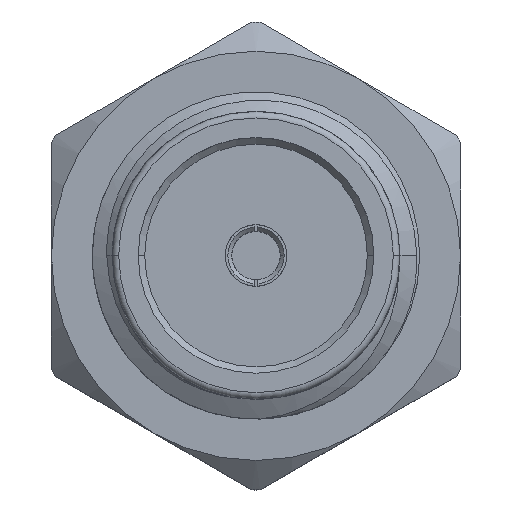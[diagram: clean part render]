
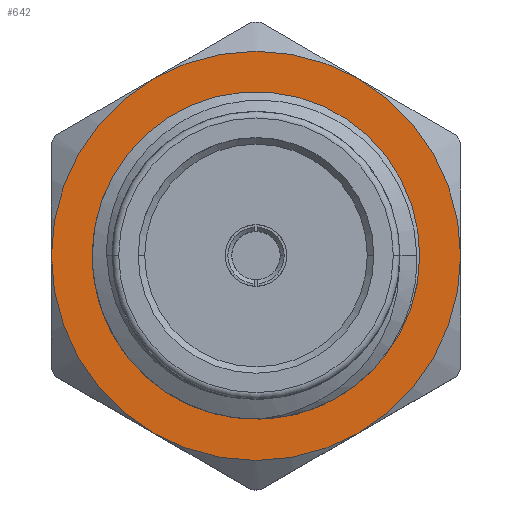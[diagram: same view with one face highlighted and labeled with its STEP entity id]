
A CAD part, top view. The second image highlights one B-rep face of the part: STEP entity #642.
In plain terms, the highlighted planar face has unit normal (0, 0, 1).
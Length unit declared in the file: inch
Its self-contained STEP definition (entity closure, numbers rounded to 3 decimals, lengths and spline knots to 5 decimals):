
#280 = CARTESIAN_POINT ( 'NONE',  ( 0., 0., 0.04724 ) ) ;
#297 = AXIS2_PLACEMENT_3D ( 'NONE', #2340, #4033, #6895 ) ;
#412 = EDGE_LOOP ( 'NONE', ( #4563, #4883 ) ) ;
#456 = CIRCLE ( 'NONE', #7059, 0.15625 ) ;
#489 = VERTEX_POINT ( 'NONE', #1224 ) ;
#537 = ORIENTED_EDGE ( 'NONE', *, *, #4851, .T. ) ;
#642 = ADVANCED_FACE ( 'NONE', ( #6520, #6976 ), #6415, .T. ) ;
#661 = ORIENTED_EDGE ( 'NONE', *, *, #2075, .T. ) ;
#710 = CARTESIAN_POINT ( 'NONE',  ( 0., 0., 0.04724 ) ) ;
#1026 = EDGE_CURVE ( 'NONE', #1598, #3157, #456, .T. ) ;
#1052 = AXIS2_PLACEMENT_3D ( 'NONE', #1830, #5994, #6483 ) ;
#1121 = AXIS2_PLACEMENT_3D ( 'NONE', #710, #3532, #1853 ) ;
#1145 = DIRECTION ( 'NONE',  ( 0., 0., 1. ) ) ;
#1224 = CARTESIAN_POINT ( 'NONE',  ( -0.15625, 0., 0.04724 ) ) ;
#1393 = DIRECTION ( 'NONE',  ( 1., 0., 0. ) ) ;
#1416 = DIRECTION ( 'NONE',  ( 1., 0., 0. ) ) ;
#1575 = DIRECTION ( 'NONE',  ( 0., 0., 1. ) ) ;
#1598 = VERTEX_POINT ( 'NONE', #1797 ) ;
#1771 = CIRCLE ( 'NONE', #5357, 0.15625 ) ;
#1797 = CARTESIAN_POINT ( 'NONE',  ( -0.07813, -0.13532, 0.04724 ) ) ;
#1830 = CARTESIAN_POINT ( 'NONE',  ( 0., 0., 0.04724 ) ) ;
#1834 = DIRECTION ( 'NONE',  ( 1., 0., 0. ) ) ;
#1853 = DIRECTION ( 'NONE',  ( 1., 0., 0. ) ) ;
#1860 = CARTESIAN_POINT ( 'NONE',  ( 0.10989, 0., 0.04724 ) ) ;
#1945 = CARTESIAN_POINT ( 'NONE',  ( 0., 0., 0.04724 ) ) ;
#2018 = DIRECTION ( 'NONE',  ( 0., 0., -1. ) ) ;
#2075 = EDGE_CURVE ( 'NONE', #3157, #6253, #5629, .T. ) ;
#2093 = DIRECTION ( 'NONE',  ( 1., 0., 0. ) ) ;
#2340 = CARTESIAN_POINT ( 'NONE',  ( 0., 0., 0.04724 ) ) ;
#2460 = CARTESIAN_POINT ( 'NONE',  ( 0.07813, 0.13532, 0.04724 ) ) ;
#2507 = EDGE_CURVE ( 'NONE', #2604, #489, #6240, .T. ) ;
#2604 = VERTEX_POINT ( 'NONE', #6132 ) ;
#2798 = DIRECTION ( 'NONE',  ( 1., 0., 0. ) ) ;
#2860 = DIRECTION ( 'NONE',  ( 1., 0., 0. ) ) ;
#2979 = AXIS2_PLACEMENT_3D ( 'NONE', #3964, #1145, #2798 ) ;
#2983 = VERTEX_POINT ( 'NONE', #6739 ) ;
#3112 = EDGE_CURVE ( 'NONE', #2983, #3287, #4265, .T. ) ;
#3157 = VERTEX_POINT ( 'NONE', #3918 ) ;
#3187 = ORIENTED_EDGE ( 'NONE', *, *, #6041, .T. ) ;
#3201 = AXIS2_PLACEMENT_3D ( 'NONE', #1945, #2018, #2093 ) ;
#3287 = VERTEX_POINT ( 'NONE', #1860 ) ;
#3532 = DIRECTION ( 'NONE',  ( 0., 0., 1. ) ) ;
#3608 = EDGE_LOOP ( 'NONE', ( #661, #4698, #537, #4170, #3187, #4625 ) ) ;
#3918 = CARTESIAN_POINT ( 'NONE',  ( 0.07813, -0.13532, 0.04724 ) ) ;
#3964 = CARTESIAN_POINT ( 'NONE',  ( 0., 0., 0.04724 ) ) ;
#4033 = DIRECTION ( 'NONE',  ( 0., 0., -1. ) ) ;
#4084 = CARTESIAN_POINT ( 'NONE',  ( 0., 0., 0.04724 ) ) ;
#4151 = DIRECTION ( 'NONE',  ( 0., 0., 1. ) ) ;
#4170 = ORIENTED_EDGE ( 'NONE', *, *, #2507, .T. ) ;
#4265 = CIRCLE ( 'NONE', #297, 0.10989 ) ;
#4404 = EDGE_CURVE ( 'NONE', #6253, #6313, #6090, .T. ) ;
#4492 = EDGE_CURVE ( 'NONE', #3287, #2983, #7045, .T. ) ;
#4563 = ORIENTED_EDGE ( 'NONE', *, *, #4492, .T. ) ;
#4625 = ORIENTED_EDGE ( 'NONE', *, *, #1026, .T. ) ;
#4698 = ORIENTED_EDGE ( 'NONE', *, *, #4404, .T. ) ;
#4720 = CIRCLE ( 'NONE', #1121, 0.15625 ) ;
#4851 = EDGE_CURVE ( 'NONE', #6313, #2604, #1771, .T. ) ;
#4883 = ORIENTED_EDGE ( 'NONE', *, *, #3112, .T. ) ;
#4901 = AXIS2_PLACEMENT_3D ( 'NONE', #7367, #5598, #2860 ) ;
#5357 = AXIS2_PLACEMENT_3D ( 'NONE', #4084, #4151, #1834 ) ;
#5403 = DIRECTION ( 'NONE',  ( 0., 0., 1. ) ) ;
#5598 = DIRECTION ( 'NONE',  ( 0., 0., 1. ) ) ;
#5629 = CIRCLE ( 'NONE', #2979, 0.15625 ) ;
#5924 = CARTESIAN_POINT ( 'NONE',  ( 0.15625, 0., 0.04724 ) ) ;
#5942 = CARTESIAN_POINT ( 'NONE',  ( 0., 0., 0.04724 ) ) ;
#5994 = DIRECTION ( 'NONE',  ( 0., 0., 1. ) ) ;
#6041 = EDGE_CURVE ( 'NONE', #489, #1598, #4720, .T. ) ;
#6090 = CIRCLE ( 'NONE', #6692, 0.15625 ) ;
#6132 = CARTESIAN_POINT ( 'NONE',  ( -0.07813, 0.13532, 0.04724 ) ) ;
#6240 = CIRCLE ( 'NONE', #4901, 0.15625 ) ;
#6253 = VERTEX_POINT ( 'NONE', #5924 ) ;
#6313 = VERTEX_POINT ( 'NONE', #2460 ) ;
#6415 = PLANE ( 'NONE',  #1052 ) ;
#6483 = DIRECTION ( 'NONE',  ( 1., 0., 0. ) ) ;
#6520 = FACE_OUTER_BOUND ( 'NONE', #3608, .T. ) ;
#6692 = AXIS2_PLACEMENT_3D ( 'NONE', #280, #5403, #1416 ) ;
#6739 = CARTESIAN_POINT ( 'NONE',  ( -0.10989, 0., 0.04724 ) ) ;
#6895 = DIRECTION ( 'NONE',  ( 1., 0., 0. ) ) ;
#6976 = FACE_BOUND ( 'NONE', #412, .T. ) ;
#7045 = CIRCLE ( 'NONE', #3201, 0.10989 ) ;
#7059 = AXIS2_PLACEMENT_3D ( 'NONE', #5942, #1575, #1393 ) ;
#7367 = CARTESIAN_POINT ( 'NONE',  ( 0., 0., 0.04724 ) ) ;
